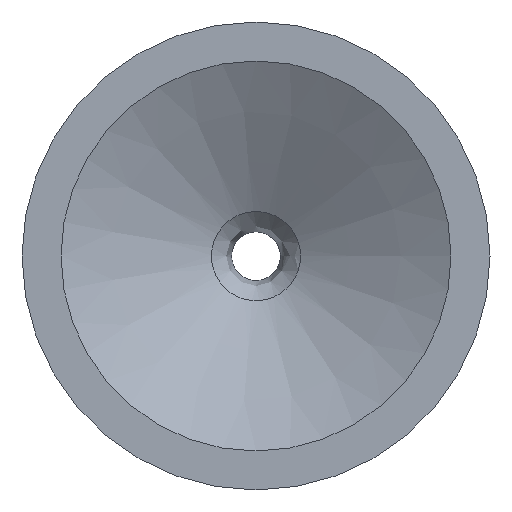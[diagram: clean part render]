
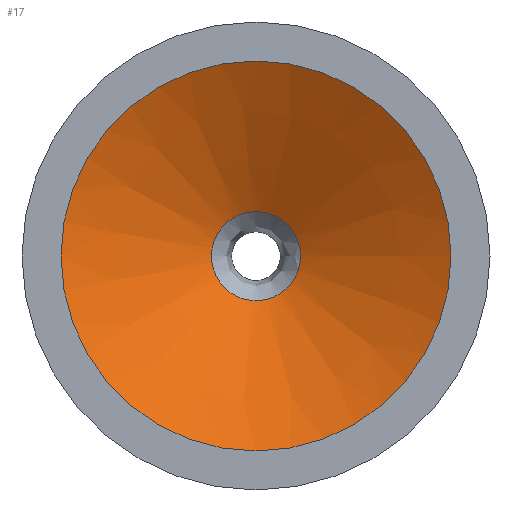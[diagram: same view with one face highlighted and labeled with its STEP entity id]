
A CAD part, top view. The second image highlights one B-rep face of the part: STEP entity #17.
In plain terms, the highlighted conical face has half-angle 61.202 degrees and reference radius 12.7 mm.
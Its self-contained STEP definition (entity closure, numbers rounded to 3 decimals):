
#17 = ADVANCED_FACE('',(#18),#55,.F.);
#18 = FACE_BOUND('',#19,.F.);
#19 = EDGE_LOOP('',(#20,#30,#37,#38));
#20 = ORIENTED_EDGE('',*,*,#21,.F.);
#21 = EDGE_CURVE('',#22,#24,#26,.T.);
#22 = VERTEX_POINT('',#23);
#23 = CARTESIAN_POINT('',(12.7,0.,7.696));
#24 = VERTEX_POINT('',#25);
#25 = CARTESIAN_POINT('',(2.904,0.,
    2.311));
#26 = LINE('',#27,#28);
#27 = CARTESIAN_POINT('',(12.7,0.,7.696));
#28 = VECTOR('',#29,1.);
#29 = DIRECTION('',(-0.876,0.,-0.482)
  );
#30 = ORIENTED_EDGE('',*,*,#31,.T.);
#31 = EDGE_CURVE('',#22,#22,#32,.T.);
#32 = CIRCLE('',#33,12.7);
#33 = AXIS2_PLACEMENT_3D('',#34,#35,#36);
#34 = CARTESIAN_POINT('',(0.,0.,7.696));
#35 = DIRECTION('',(0.,0.,-1.));
#36 = DIRECTION('',(1.,0.,0.));
#37 = ORIENTED_EDGE('',*,*,#21,.T.);
#38 = ORIENTED_EDGE('',*,*,#39,.F.);
#39 = EDGE_CURVE('',#24,#24,#40,.T.);
#40 = ( BOUNDED_CURVE() B_SPLINE_CURVE(13,(#41,#42,#43,#44,#45,#46,#47,
    #48,#49,#50,#51,#52,#53,#54),.UNSPECIFIED.,.T.,.F.) 
B_SPLINE_CURVE_WITH_KNOTS((14,14),(0.,9.975),
.PIECEWISE_BEZIER_KNOTS.) CURVE() GEOMETRIC_REPRESENTATION_ITEM() 
RATIONAL_B_SPLINE_CURVE((1.,1.,1.,1.,
    1.,1.,1.,1.,
    1.,1.,1.,1.,1.,1.)) 
REPRESENTATION_ITEM('') );
#41 = CARTESIAN_POINT('',(2.904,0.,
    2.311));
#42 = CARTESIAN_POINT('',(2.904,-1.383,2.311)
  );
#43 = CARTESIAN_POINT('',(2.189,-2.798,2.311)
  );
#44 = CARTESIAN_POINT('',(0.718,-3.81,2.311)
  );
#45 = CARTESIAN_POINT('',(-1.307,-3.966,2.311
    ));
#46 = CARTESIAN_POINT('',(-3.056,-2.887,2.311
    ));
#47 = CARTESIAN_POINT('',(-4.338,-1.313,2.311
    ));
#48 = CARTESIAN_POINT('',(-4.338,1.313,2.311)
  );
#49 = CARTESIAN_POINT('',(-3.056,2.887,2.311)
  );
#50 = CARTESIAN_POINT('',(-1.307,3.966,2.311)
  );
#51 = CARTESIAN_POINT('',(0.718,3.81,2.311)
  );
#52 = CARTESIAN_POINT('',(2.189,2.798,2.311));
#53 = CARTESIAN_POINT('',(2.904,1.383,2.311));
#54 = CARTESIAN_POINT('',(2.904,0.,
    2.311));
#55 = CONICAL_SURFACE('',#56,12.7,1.068);
#56 = AXIS2_PLACEMENT_3D('',#57,#58,#59);
#57 = CARTESIAN_POINT('',(0.,0.,7.696));
#58 = DIRECTION('',(0.,0.,1.));
#59 = DIRECTION('',(1.,0.,0.));
